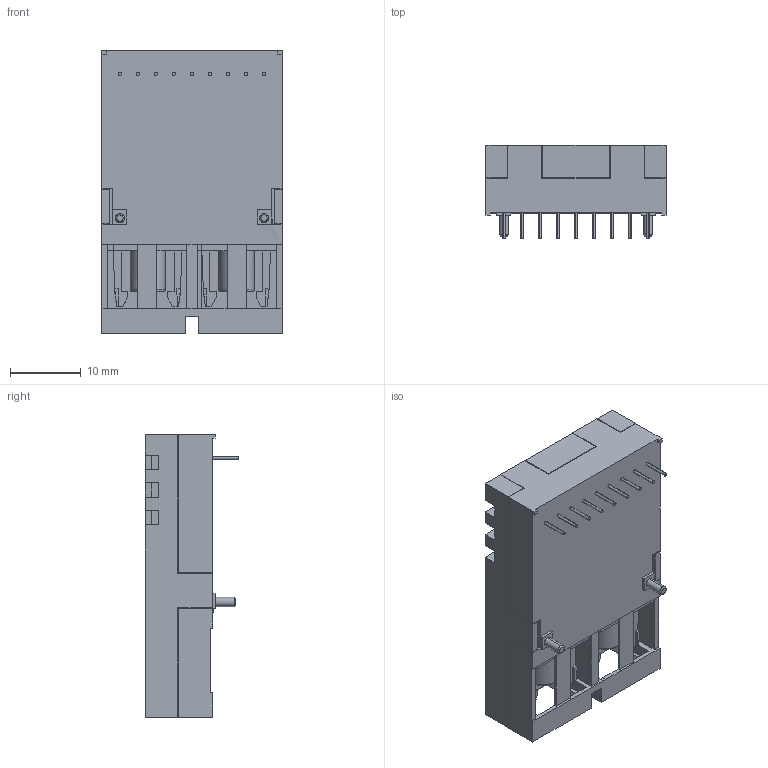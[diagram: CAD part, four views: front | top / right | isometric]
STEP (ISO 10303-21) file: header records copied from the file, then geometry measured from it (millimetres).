
FILE_DESCRIPTION (( 'STEP AP214' ), '1' );
FILE_NAME ('42AC88CF-E39C-4C61-8388-298B5ED7D901.STEP', '2025-10-29T23:04:26', ( '' ), ( '' ), 'SwSTEP 2.0', 'SolidWorks 2022', '' );
FILE_SCHEMA (( 'AUTOMOTIVE_DESIGN' ));
Length unit declared in the file: millimetre
Products named in the file (1): 42AC88CF-E39C-4C61-8388-298B5ED7D901
Bounding box: 25.4 x 13.2 x 39.9 mm (x, y, z)
Surface area: 6712.9 mm2 (no closed solid volume)
Topology: 0 solids, 9 shells, 509 faces, 1442 edges, 946 vertices
Faces by surface type: plane 437, cylinder 56, bspline 12, cone 4
Entity records: 18296 total; most frequent: CARTESIAN_POINT 4469, ORIENTED_EDGE 2880, DIRECTION 2350, EDGE_CURVE 1442, LINE 1238, VECTOR 1238, VERTEX_POINT 946, AXIS2_PLACEMENT_3D 556
